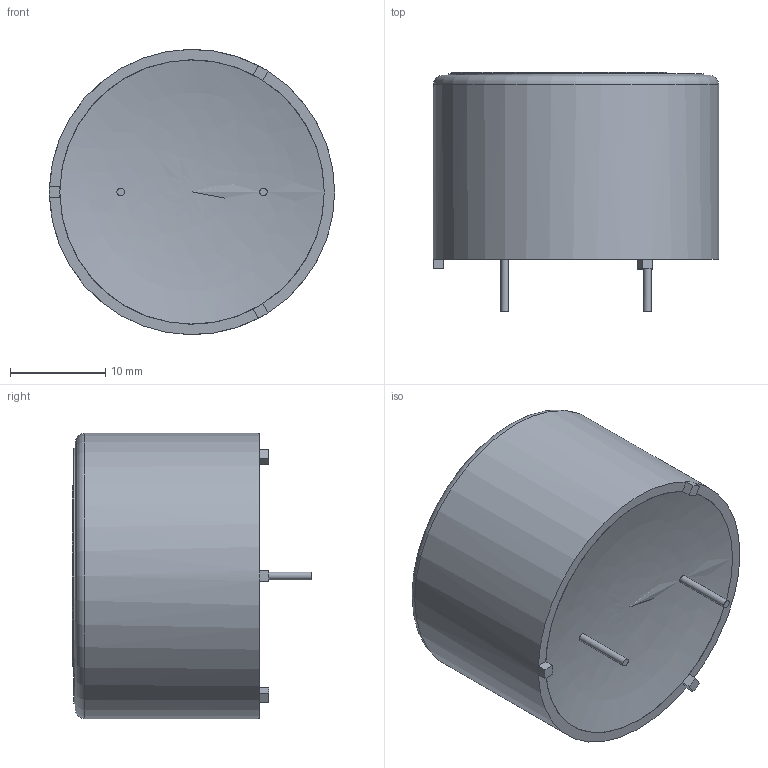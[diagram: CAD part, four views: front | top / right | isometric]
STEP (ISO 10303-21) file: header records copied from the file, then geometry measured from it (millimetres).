
FILE_DESCRIPTION(/* description */ (''),/* implementation_level */ '2;1');
FILE_NAME(/* name */ 'AI-3035-TWT-3V-R.ipt.step',/* time_stamp */ '2024-02-07T22:18:05-05:00',/* author */ ('J.D.'),/* organization */ (''),/* preprocessor_version */ 'ST-DEVELOPER v20',/* originating_system */ 'Autodesk Inventor 2024',/* authorisation */ '');
FILE_SCHEMA (('AUTOMOTIVE_DESIGN { 1 0 10303 214 3 1 1 }'));
Length unit declared in the file: millimetre
Products named in the file (1): AI-3035-TWT-3V-R
Bounding box: 30.01 x 25.15 x 30 mm (x, y, z)
Volume: 3553.5 mm3; surface area: 7508.2 mm2
Topology: 3 solids, 3 shells, 42 faces, 92 edges, 59 vertices
Faces by surface type: plane 27, cylinder 13, bspline 1, torus 1
Full cylindrical faces by diameter (mm): 0.8 x2, 7 x1, 26.85 x1, 27.79 x1, 27.798 x1, 27.8 x1, 30 x1
Entity records: 1419 total; most frequent: CARTESIAN_POINT 343, DIRECTION 208, ORIENTED_EDGE 182, EDGE_CURVE 91, AXIS2_PLACEMENT_3D 81, VERTEX_POINT 59, EDGE_LOOP 46, LINE 46
